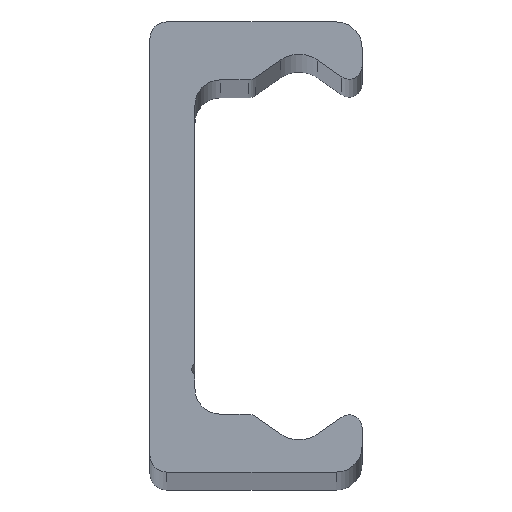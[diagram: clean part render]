
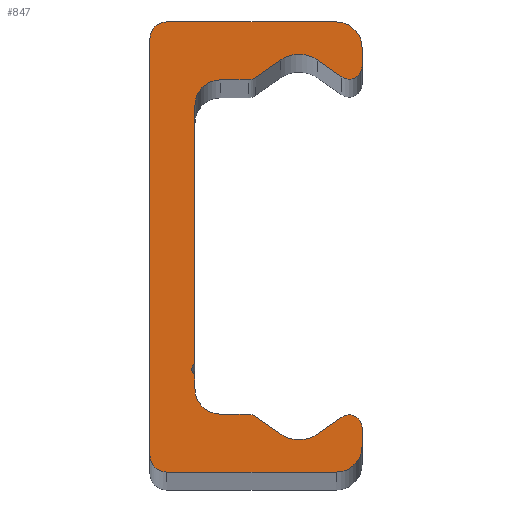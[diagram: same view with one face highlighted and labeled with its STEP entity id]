
A CAD part, top view. The second image highlights one B-rep face of the part: STEP entity #847.
In plain terms, the highlighted planar face has unit normal (0, 0, 1).
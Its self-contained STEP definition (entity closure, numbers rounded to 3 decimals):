
#34=VECTOR('',#1054,1.);
#39=VECTOR('',#1066,1.);
#43=VECTOR('',#1077,1.);
#47=VECTOR('',#1088,1.);
#51=VECTOR('',#1099,1.);
#55=VECTOR('',#1110,1.);
#59=VECTOR('',#1121,1.);
#63=VECTOR('',#1132,1.);
#67=VECTOR('',#1143,1.);
#71=VECTOR('',#1154,1.);
#75=VECTOR('',#1165,1.);
#79=VECTOR('',#1176,1.);
#83=VECTOR('',#1187,1.);
#86=LINE('',#1279,#34);
#91=LINE('',#1294,#39);
#95=LINE('',#1306,#43);
#99=LINE('',#1318,#47);
#103=LINE('',#1330,#51);
#107=LINE('',#1342,#55);
#111=LINE('',#1354,#59);
#115=LINE('',#1366,#63);
#119=LINE('',#1378,#67);
#123=LINE('',#1390,#71);
#127=LINE('',#1402,#75);
#131=LINE('',#1414,#79);
#135=LINE('',#1426,#83);
#151=PLANE('',#951);
#193=VERTEX_POINT('',#1280);
#194=VERTEX_POINT('',#1281);
#197=VERTEX_POINT('',#1289);
#199=VERTEX_POINT('',#1295);
#201=VERTEX_POINT('',#1301);
#203=VERTEX_POINT('',#1307);
#205=VERTEX_POINT('',#1313);
#207=VERTEX_POINT('',#1319);
#209=VERTEX_POINT('',#1325);
#211=VERTEX_POINT('',#1331);
#213=VERTEX_POINT('',#1337);
#215=VERTEX_POINT('',#1343);
#217=VERTEX_POINT('',#1349);
#219=VERTEX_POINT('',#1355);
#221=VERTEX_POINT('',#1361);
#223=VERTEX_POINT('',#1367);
#225=VERTEX_POINT('',#1373);
#227=VERTEX_POINT('',#1379);
#229=VERTEX_POINT('',#1385);
#231=VERTEX_POINT('',#1391);
#233=VERTEX_POINT('',#1397);
#235=VERTEX_POINT('',#1403);
#237=VERTEX_POINT('',#1409);
#239=VERTEX_POINT('',#1415);
#241=VERTEX_POINT('',#1421);
#243=VERTEX_POINT('',#1427);
#275=CIRCLE('',#901,2.);
#277=CIRCLE('',#905,1.);
#279=CIRCLE('',#909,2.5);
#281=CIRCLE('',#913,1.);
#283=CIRCLE('',#917,2.);
#285=CIRCLE('',#921,0.5);
#287=CIRCLE('',#925,2.);
#289=CIRCLE('',#929,1.);
#291=CIRCLE('',#933,2.5);
#293=CIRCLE('',#937,1.);
#295=CIRCLE('',#941,2.);
#297=CIRCLE('',#945,1.3);
#299=CIRCLE('',#949,1.3);
#331=EDGE_CURVE('',#193,#194,#86,.T.);
#335=EDGE_CURVE('',#194,#197,#275,.T.);
#338=EDGE_CURVE('',#197,#199,#91,.T.);
#341=EDGE_CURVE('',#199,#201,#277,.T.);
#344=EDGE_CURVE('',#201,#203,#95,.T.);
#347=EDGE_CURVE('',#203,#205,#279,.T.);
#350=EDGE_CURVE('',#205,#207,#99,.T.);
#353=EDGE_CURVE('',#207,#209,#281,.T.);
#356=EDGE_CURVE('',#209,#211,#103,.T.);
#359=EDGE_CURVE('',#211,#213,#283,.T.);
#362=EDGE_CURVE('',#213,#215,#107,.T.);
#365=EDGE_CURVE('',#215,#217,#285,.T.);
#368=EDGE_CURVE('',#217,#219,#111,.T.);
#371=EDGE_CURVE('',#219,#221,#287,.T.);
#374=EDGE_CURVE('',#221,#223,#115,.T.);
#377=EDGE_CURVE('',#223,#225,#289,.T.);
#380=EDGE_CURVE('',#225,#227,#119,.T.);
#383=EDGE_CURVE('',#227,#229,#291,.T.);
#386=EDGE_CURVE('',#229,#231,#123,.T.);
#389=EDGE_CURVE('',#231,#233,#293,.T.);
#392=EDGE_CURVE('',#233,#235,#127,.T.);
#395=EDGE_CURVE('',#235,#237,#295,.T.);
#398=EDGE_CURVE('',#237,#239,#131,.T.);
#401=EDGE_CURVE('',#239,#241,#297,.T.);
#404=EDGE_CURVE('',#241,#243,#135,.T.);
#407=EDGE_CURVE('',#243,#193,#299,.T.);
#573=ORIENTED_EDGE('',*,*,#331,.F.);
#574=ORIENTED_EDGE('',*,*,#407,.F.);
#575=ORIENTED_EDGE('',*,*,#404,.F.);
#576=ORIENTED_EDGE('',*,*,#401,.F.);
#577=ORIENTED_EDGE('',*,*,#398,.F.);
#578=ORIENTED_EDGE('',*,*,#395,.F.);
#579=ORIENTED_EDGE('',*,*,#392,.F.);
#580=ORIENTED_EDGE('',*,*,#389,.F.);
#581=ORIENTED_EDGE('',*,*,#386,.F.);
#582=ORIENTED_EDGE('',*,*,#383,.F.);
#583=ORIENTED_EDGE('',*,*,#380,.F.);
#584=ORIENTED_EDGE('',*,*,#377,.F.);
#585=ORIENTED_EDGE('',*,*,#374,.F.);
#586=ORIENTED_EDGE('',*,*,#371,.F.);
#587=ORIENTED_EDGE('',*,*,#368,.F.);
#588=ORIENTED_EDGE('',*,*,#365,.F.);
#589=ORIENTED_EDGE('',*,*,#362,.F.);
#590=ORIENTED_EDGE('',*,*,#359,.F.);
#591=ORIENTED_EDGE('',*,*,#356,.F.);
#592=ORIENTED_EDGE('',*,*,#353,.F.);
#593=ORIENTED_EDGE('',*,*,#350,.F.);
#594=ORIENTED_EDGE('',*,*,#347,.F.);
#595=ORIENTED_EDGE('',*,*,#344,.F.);
#596=ORIENTED_EDGE('',*,*,#341,.F.);
#597=ORIENTED_EDGE('',*,*,#338,.F.);
#598=ORIENTED_EDGE('',*,*,#335,.F.);
#711=EDGE_LOOP('',(#573,#574,#575,#576,#577,#578,#579,#580,#581,#582,#583,
#584,#585,#586,#587,#588,#589,#590,#591,#592,#593,#594,#595,#596,#597,#598));
#799=FACE_BOUND('',#711,.T.);
#847=ADVANCED_FACE('',(#799),#151,.T.);
#901=AXIS2_PLACEMENT_3D('',#1288,#1060,#1061);
#905=AXIS2_PLACEMENT_3D('',#1300,#1071,#1072);
#909=AXIS2_PLACEMENT_3D('',#1312,#1082,#1083);
#913=AXIS2_PLACEMENT_3D('',#1324,#1093,#1094);
#917=AXIS2_PLACEMENT_3D('',#1336,#1104,#1105);
#921=AXIS2_PLACEMENT_3D('',#1348,#1115,#1116);
#925=AXIS2_PLACEMENT_3D('',#1360,#1126,#1127);
#929=AXIS2_PLACEMENT_3D('',#1372,#1137,#1138);
#933=AXIS2_PLACEMENT_3D('',#1384,#1148,#1149);
#937=AXIS2_PLACEMENT_3D('',#1396,#1159,#1160);
#941=AXIS2_PLACEMENT_3D('',#1408,#1170,#1171);
#945=AXIS2_PLACEMENT_3D('',#1420,#1181,#1182);
#949=AXIS2_PLACEMENT_3D('',#1432,#1192,#1193);
#951=AXIS2_PLACEMENT_3D('',#1434,#1196,$);
#1054=DIRECTION('',(1.,0.,0.));
#1060=DIRECTION('',(0.,0.,-1.));
#1061=DIRECTION('',(2.,0.,0.));
#1066=DIRECTION('',(0.,-1.,0.));
#1071=DIRECTION('',(0.,0.,-1.));
#1072=DIRECTION('',(1.,0.,0.));
#1077=DIRECTION('',(-0.819,0.574,0.));
#1082=DIRECTION('',(0.,0.,1.));
#1083=DIRECTION('',(2.5,0.,0.));
#1088=DIRECTION('',(-0.819,-0.574,0.));
#1093=DIRECTION('',(0.,0.,-1.));
#1094=DIRECTION('',(1.,0.,0.));
#1099=DIRECTION('',(-1.,0.,0.));
#1104=DIRECTION('',(0.,0.,1.));
#1105=DIRECTION('',(2.,0.,0.));
#1110=DIRECTION('',(0.,-1.,0.));
#1115=DIRECTION('',(0.,0.,1.));
#1116=DIRECTION('',(0.5,0.,0.));
#1121=DIRECTION('',(0.,-1.,0.));
#1126=DIRECTION('',(0.,0.,1.));
#1127=DIRECTION('',(2.,0.,0.));
#1132=DIRECTION('',(1.,0.,0.));
#1137=DIRECTION('',(0.,0.,-1.));
#1138=DIRECTION('',(1.,0.,0.));
#1143=DIRECTION('',(0.819,-0.574,0.));
#1148=DIRECTION('',(0.,0.,1.));
#1149=DIRECTION('',(2.5,0.,0.));
#1154=DIRECTION('',(0.819,0.574,0.));
#1159=DIRECTION('',(0.,0.,-1.));
#1160=DIRECTION('',(1.,0.,0.));
#1165=DIRECTION('',(0.,-1.,0.));
#1170=DIRECTION('',(0.,0.,-1.));
#1171=DIRECTION('',(2.,0.,0.));
#1176=DIRECTION('',(-1.,0.,0.));
#1181=DIRECTION('',(0.,0.,-1.));
#1182=DIRECTION('',(1.3,0.,0.));
#1187=DIRECTION('',(0.,1.,0.));
#1192=DIRECTION('',(0.,0.,-1.));
#1193=DIRECTION('',(1.3,0.,0.));
#1196=DIRECTION('',(0.,0.,1.));
#1279=CARTESIAN_POINT('',(14.5,17.5,800.));
#1280=CARTESIAN_POINT('',(1.3,17.5,800.));
#1281=CARTESIAN_POINT('',(14.5,17.5,800.));
#1288=CARTESIAN_POINT('',(14.5,15.5,800.));
#1289=CARTESIAN_POINT('',(16.5,15.5,800.));
#1294=CARTESIAN_POINT('',(16.5,14.042,800.));
#1295=CARTESIAN_POINT('',(16.5,14.042,800.));
#1300=CARTESIAN_POINT('',(15.5,14.042,800.));
#1301=CARTESIAN_POINT('',(14.926,13.223,800.));
#1306=CARTESIAN_POINT('',(13.034,14.548,800.));
#1307=CARTESIAN_POINT('',(13.034,14.548,800.));
#1312=CARTESIAN_POINT('',(11.6,12.5,800.));
#1313=CARTESIAN_POINT('',(10.166,14.548,800.));
#1318=CARTESIAN_POINT('',(8.214,13.181,800.));
#1319=CARTESIAN_POINT('',(8.214,13.181,800.));
#1324=CARTESIAN_POINT('',(7.64,14.,800.));
#1325=CARTESIAN_POINT('',(7.64,13.,800.));
#1330=CARTESIAN_POINT('',(5.5,13.,800.));
#1331=CARTESIAN_POINT('',(5.5,13.,800.));
#1336=CARTESIAN_POINT('',(5.5,11.,800.));
#1337=CARTESIAN_POINT('',(3.5,11.,800.));
#1342=CARTESIAN_POINT('',(3.5,-9.067,800.));
#1343=CARTESIAN_POINT('',(3.5,-9.067,800.));
#1348=CARTESIAN_POINT('',(3.75,-9.5,800.));
#1349=CARTESIAN_POINT('',(3.5,-9.933,800.));
#1354=CARTESIAN_POINT('',(3.5,-11.,800.));
#1355=CARTESIAN_POINT('',(3.5,-11.,800.));
#1360=CARTESIAN_POINT('',(5.5,-11.,800.));
#1361=CARTESIAN_POINT('',(5.5,-13.,800.));
#1366=CARTESIAN_POINT('',(7.64,-13.,800.));
#1367=CARTESIAN_POINT('',(7.64,-13.,800.));
#1372=CARTESIAN_POINT('',(7.64,-14.,800.));
#1373=CARTESIAN_POINT('',(8.214,-13.181,800.));
#1378=CARTESIAN_POINT('',(10.166,-14.548,800.));
#1379=CARTESIAN_POINT('',(10.166,-14.548,800.));
#1384=CARTESIAN_POINT('',(11.6,-12.5,800.));
#1385=CARTESIAN_POINT('',(13.034,-14.548,800.));
#1390=CARTESIAN_POINT('',(14.926,-13.223,800.));
#1391=CARTESIAN_POINT('',(14.926,-13.223,800.));
#1396=CARTESIAN_POINT('',(15.5,-14.042,800.));
#1397=CARTESIAN_POINT('',(16.5,-14.042,800.));
#1402=CARTESIAN_POINT('',(16.5,-15.5,800.));
#1403=CARTESIAN_POINT('',(16.5,-15.5,800.));
#1408=CARTESIAN_POINT('',(14.5,-15.5,800.));
#1409=CARTESIAN_POINT('',(14.5,-17.5,800.));
#1414=CARTESIAN_POINT('',(1.3,-17.5,800.));
#1415=CARTESIAN_POINT('',(1.3,-17.5,800.));
#1420=CARTESIAN_POINT('',(1.3,-16.2,800.));
#1421=CARTESIAN_POINT('',(0.,-16.2,800.));
#1426=CARTESIAN_POINT('',(0.,16.2,800.));
#1427=CARTESIAN_POINT('',(0.,16.2,800.));
#1432=CARTESIAN_POINT('',(1.3,16.2,800.));
#1434=CARTESIAN_POINT('',(5.942,-0.014,800.));
